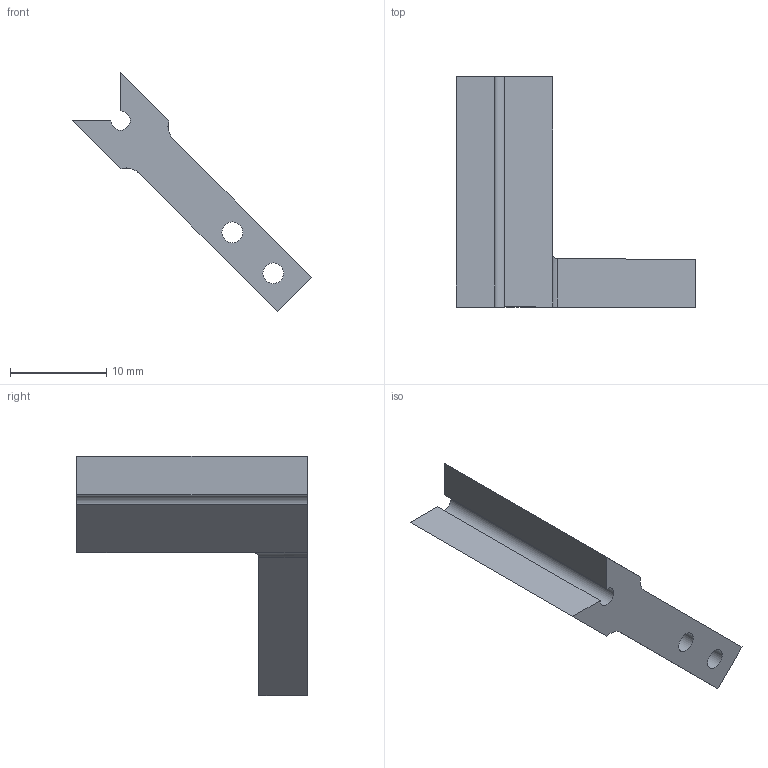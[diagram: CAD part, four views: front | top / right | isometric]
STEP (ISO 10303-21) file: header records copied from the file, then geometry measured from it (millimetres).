
FILE_DESCRIPTION(/* description */ (''),/* implementation_level */ '2;1');
FILE_NAME(/* name */ 'ALUMFINGER.stp',/* time_stamp */ '2025-03-03T09:34:29-05:00',/* author */ ('m_kni'),/* organization */ (''),/* preprocessor_version */ 'ST-DEVELOPER v20',/* originating_system */ 'Autodesk Inventor 2025',/* authorisation */ '');
FILE_SCHEMA (('AUTOMOTIVE_DESIGN { 1 0 10303 214 3 1 1 }'));
Length unit declared in the file: millimetre
Products named in the file (1): ALUMFINGER
Bounding box: 24.82 x 23.9 x 24.82 mm (x, y, z)
Volume: 1364.1 mm3; surface area: 1365.5 mm2
Topology: 1 solids, 1 shells, 17 faces, 45 edges, 31 vertices
Faces by surface type: plane 11, cylinder 6
Full cylindrical faces by diameter (mm): 2.15 x2
Entity records: 607 total; most frequent: CARTESIAN_POINT 118, DIRECTION 91, ORIENTED_EDGE 86, EDGE_CURVE 43, LINE 31, VECTOR 31, AXIS2_PLACEMENT_3D 30, VERTEX_POINT 28
